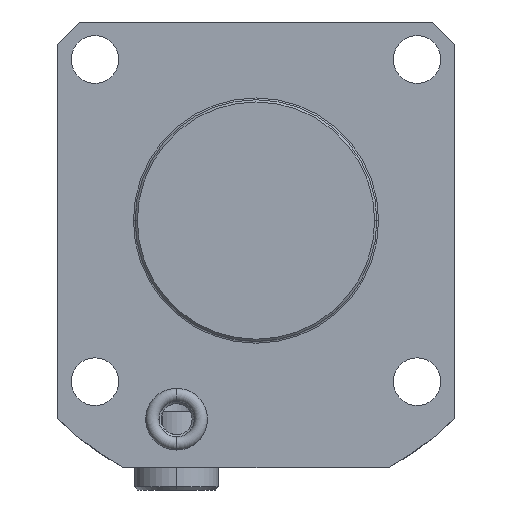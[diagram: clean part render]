
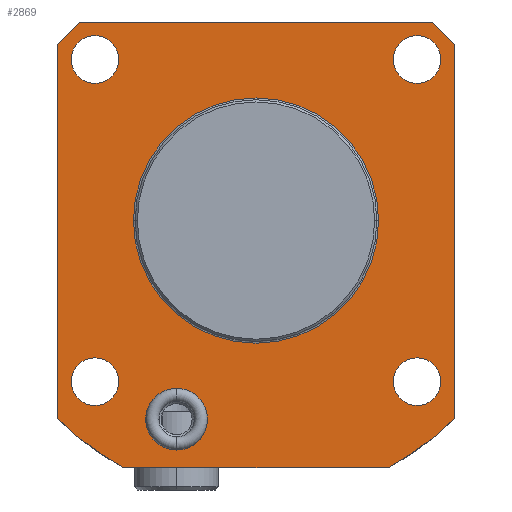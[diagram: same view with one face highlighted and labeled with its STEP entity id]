
A CAD part, front view. The second image highlights one B-rep face of the part: STEP entity #2869.
In plain terms, the highlighted planar face has unit normal (0, -1, 0).
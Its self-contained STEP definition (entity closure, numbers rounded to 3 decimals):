
#69=CARTESIAN_POINT('',(0.,0.,0.));
#70=DIRECTION('',(0.,-1.,0.));
#71=DIRECTION('',(-0.709,0.,-0.706));
#72=AXIS2_PLACEMENT_3D('',#69,#70,#71);
#114=CARTESIAN_POINT('',(0.,0.,0.));
#115=DIRECTION('',(0.,-1.,0.));
#116=DIRECTION('',(0.471,0.,-0.882));
#117=AXIS2_PLACEMENT_3D('',#114,#115,#116);
#648=CARTESIAN_POINT('',(0.,0.,0.));
#649=DIRECTION('',(0.,1.,0.));
#650=DIRECTION('',(-1.,0.,0.));
#651=AXIS2_PLACEMENT_3D('',#648,#649,#650);
#656=CARTESIAN_POINT('',(0.,0.,0.));
#657=DIRECTION('',(0.,1.,0.));
#658=DIRECTION('',(1.,0.,0.));
#659=AXIS2_PLACEMENT_3D('',#656,#657,#658);
#664=DIRECTION('',(1.,0.,0.));
#665=VECTOR('',#664,59.875);
#666=CARTESIAN_POINT('',(-29.937,0.,-56.));
#667=LINE('',#666,#665);
#671=DIRECTION('',(0.,0.,-1.));
#672=VECTOR('',#671,84.802);
#673=CARTESIAN_POINT('',(-45.,0.,40.));
#674=LINE('',#673,#672);
#678=DIRECTION('',(-0.707,0.,-0.707));
#679=VECTOR('',#678,7.071);
#680=CARTESIAN_POINT('',(-40.,0.,45.));
#681=LINE('',#680,#679);
#685=DIRECTION('',(-1.,0.,0.));
#686=VECTOR('',#685,80.);
#687=CARTESIAN_POINT('',(40.,0.,45.));
#688=LINE('',#687,#686);
#692=DIRECTION('',(-0.707,0.,0.707));
#693=VECTOR('',#692,7.071);
#694=CARTESIAN_POINT('',(45.,0.,40.));
#695=LINE('',#694,#693);
#699=DIRECTION('',(0.,0.,1.));
#700=VECTOR('',#699,84.802);
#701=CARTESIAN_POINT('',(45.,0.,-44.802));
#702=LINE('',#701,#700);
#706=CARTESIAN_POINT('',(-36.5,0.,-36.5));
#707=DIRECTION('',(0.,1.,0.));
#708=DIRECTION('',(-1.,0.,0.));
#709=AXIS2_PLACEMENT_3D('',#706,#707,#708);
#714=CARTESIAN_POINT('',(-36.5,0.,-36.5));
#715=DIRECTION('',(0.,1.,0.));
#716=DIRECTION('',(1.,0.,0.));
#717=AXIS2_PLACEMENT_3D('',#714,#715,#716);
#722=CARTESIAN_POINT('',(36.5,0.,-36.5));
#723=DIRECTION('',(0.,1.,0.));
#724=DIRECTION('',(-1.,0.,0.));
#725=AXIS2_PLACEMENT_3D('',#722,#723,#724);
#730=CARTESIAN_POINT('',(36.5,0.,-36.5));
#731=DIRECTION('',(0.,1.,0.));
#732=DIRECTION('',(1.,0.,0.));
#733=AXIS2_PLACEMENT_3D('',#730,#731,#732);
#738=CARTESIAN_POINT('',(36.5,0.,36.5));
#739=DIRECTION('',(0.,1.,0.));
#740=DIRECTION('',(-1.,0.,0.));
#741=AXIS2_PLACEMENT_3D('',#738,#739,#740);
#746=CARTESIAN_POINT('',(36.5,0.,36.5));
#747=DIRECTION('',(0.,1.,0.));
#748=DIRECTION('',(1.,0.,0.));
#749=AXIS2_PLACEMENT_3D('',#746,#747,#748);
#754=CARTESIAN_POINT('',(-36.5,0.,36.5));
#755=DIRECTION('',(0.,1.,0.));
#756=DIRECTION('',(-1.,0.,0.));
#757=AXIS2_PLACEMENT_3D('',#754,#755,#756);
#762=CARTESIAN_POINT('',(-36.5,0.,36.5));
#763=DIRECTION('',(0.,1.,0.));
#764=DIRECTION('',(1.,0.,0.));
#765=AXIS2_PLACEMENT_3D('',#762,#763,#764);
#770=CARTESIAN_POINT('',(-18.,0.,-45.));
#771=DIRECTION('',(0.,-1.,0.));
#772=DIRECTION('',(-1.,0.,0.));
#773=AXIS2_PLACEMENT_3D('',#770,#771,#772);
#778=CARTESIAN_POINT('',(-18.,0.,-45.));
#779=DIRECTION('',(0.,-1.,0.));
#780=DIRECTION('',(1.,0.,0.));
#781=AXIS2_PLACEMENT_3D('',#778,#779,#780);
#2227=CARTESIAN_POINT('',(-29.937,0.,-56.));
#2228=CARTESIAN_POINT('',(29.937,0.,-56.));
#2229=VERTEX_POINT('',#2227);
#2230=VERTEX_POINT('',#2228);
#2231=CARTESIAN_POINT('',(45.,0.,-44.802));
#2232=CARTESIAN_POINT('',(45.,0.,40.));
#2233=VERTEX_POINT('',#2231);
#2234=VERTEX_POINT('',#2232);
#2239=CARTESIAN_POINT('',(-45.,0.,-44.802));
#2240=VERTEX_POINT('',#2239);
#2241=CARTESIAN_POINT('',(-41.9,0.,-36.5));
#2242=CARTESIAN_POINT('',(-31.1,0.,-36.5));
#2243=VERTEX_POINT('',#2241);
#2244=VERTEX_POINT('',#2242);
#2245=CARTESIAN_POINT('',(31.1,0.,-36.5));
#2246=CARTESIAN_POINT('',(41.9,0.,-36.5));
#2247=VERTEX_POINT('',#2245);
#2248=VERTEX_POINT('',#2246);
#2249=CARTESIAN_POINT('',(31.1,0.,36.5));
#2250=CARTESIAN_POINT('',(41.9,0.,36.5));
#2251=VERTEX_POINT('',#2249);
#2252=VERTEX_POINT('',#2250);
#2253=CARTESIAN_POINT('',(-41.9,0.,36.5));
#2254=CARTESIAN_POINT('',(-31.1,0.,36.5));
#2255=VERTEX_POINT('',#2253);
#2256=VERTEX_POINT('',#2254);
#2285=CARTESIAN_POINT('',(-27.785,0.,0.));
#2286=CARTESIAN_POINT('',(27.785,0.,0.));
#2287=VERTEX_POINT('',#2285);
#2288=VERTEX_POINT('',#2286);
#2373=CARTESIAN_POINT('',(-25.,0.,-45.));
#2374=CARTESIAN_POINT('',(-11.,0.,-45.));
#2375=VERTEX_POINT('',#2373);
#2376=VERTEX_POINT('',#2374);
#2501=CARTESIAN_POINT('',(40.,0.,45.));
#2502=VERTEX_POINT('',#2501);
#2503=CARTESIAN_POINT('',(-40.,0.,45.));
#2504=VERTEX_POINT('',#2503);
#2505=CARTESIAN_POINT('',(-45.,0.,40.));
#2506=VERTEX_POINT('',#2505);
#2815=CARTESIAN_POINT('',(0.,0.,0.));
#2816=DIRECTION('',(0.,-1.,0.));
#2817=DIRECTION('',(-1.,0.,0.));
#2818=AXIS2_PLACEMENT_3D('',#2815,#2816,#2817);
#2819=PLANE('',#2818);
#2820=ORIENTED_EDGE('',*,*,#2561,.F.);
#2821=ORIENTED_EDGE('',*,*,#2582,.F.);
#2823=ORIENTED_EDGE('',*,*,#2822,.F.);
#2825=ORIENTED_EDGE('',*,*,#2824,.F.);
#2827=ORIENTED_EDGE('',*,*,#2826,.F.);
#2829=ORIENTED_EDGE('',*,*,#2828,.F.);
#2831=ORIENTED_EDGE('',*,*,#2830,.F.);
#2832=ORIENTED_EDGE('',*,*,#2600,.F.);
#2833=EDGE_LOOP('',(#2820,#2821,#2823,#2825,#2827,#2829,#2831,#2832));
#2834=FACE_OUTER_BOUND('',#2833,.F.);
#2836=ORIENTED_EDGE('',*,*,#2835,.F.);
#2838=ORIENTED_EDGE('',*,*,#2837,.F.);
#2839=EDGE_LOOP('',(#2836,#2838));
#2840=FACE_BOUND('',#2839,.F.);
#2842=ORIENTED_EDGE('',*,*,#2841,.F.);
#2844=ORIENTED_EDGE('',*,*,#2843,.F.);
#2845=EDGE_LOOP('',(#2842,#2844));
#2846=FACE_BOUND('',#2845,.F.);
#2847=ORIENTED_EDGE('',*,*,#2795,.F.);
#2848=ORIENTED_EDGE('',*,*,#2809,.F.);
#2849=EDGE_LOOP('',(#2847,#2848));
#2850=FACE_BOUND('',#2849,.F.);
#2852=ORIENTED_EDGE('',*,*,#2851,.F.);
#2854=ORIENTED_EDGE('',*,*,#2853,.F.);
#2855=EDGE_LOOP('',(#2852,#2854));
#2856=FACE_BOUND('',#2855,.F.);
#2858=ORIENTED_EDGE('',*,*,#2857,.F.);
#2860=ORIENTED_EDGE('',*,*,#2859,.F.);
#2861=EDGE_LOOP('',(#2858,#2860));
#2862=FACE_BOUND('',#2861,.F.);
#2864=ORIENTED_EDGE('',*,*,#2863,.T.);
#2866=ORIENTED_EDGE('',*,*,#2865,.T.);
#2867=EDGE_LOOP('',(#2864,#2866));
#2868=FACE_BOUND('',#2867,.F.);
#73=CIRCLE('',#72,63.5);
#118=CIRCLE('',#117,63.5);
#652=CIRCLE('',#651,27.785);
#660=CIRCLE('',#659,27.785);
#710=CIRCLE('',#709,5.4);
#718=CIRCLE('',#717,5.4);
#726=CIRCLE('',#725,5.4);
#734=CIRCLE('',#733,5.4);
#742=CIRCLE('',#741,5.4);
#750=CIRCLE('',#749,5.4);
#758=CIRCLE('',#757,5.4);
#766=CIRCLE('',#765,5.4);
#774=CIRCLE('',#773,7.);
#782=CIRCLE('',#781,7.);
#2561=EDGE_CURVE('',#2229,#2230,#667,.T.);
#2582=EDGE_CURVE('',#2240,#2229,#73,.T.);
#2600=EDGE_CURVE('',#2230,#2233,#118,.T.);
#2795=EDGE_CURVE('',#2247,#2248,#726,.T.);
#2809=EDGE_CURVE('',#2248,#2247,#734,.T.);
#2822=EDGE_CURVE('',#2506,#2240,#674,.T.);
#2824=EDGE_CURVE('',#2504,#2506,#681,.T.);
#2826=EDGE_CURVE('',#2502,#2504,#688,.T.);
#2828=EDGE_CURVE('',#2234,#2502,#695,.T.);
#2830=EDGE_CURVE('',#2233,#2234,#702,.T.);
#2835=EDGE_CURVE('',#2287,#2288,#652,.T.);
#2837=EDGE_CURVE('',#2288,#2287,#660,.T.);
#2841=EDGE_CURVE('',#2243,#2244,#710,.T.);
#2843=EDGE_CURVE('',#2244,#2243,#718,.T.);
#2851=EDGE_CURVE('',#2251,#2252,#742,.T.);
#2853=EDGE_CURVE('',#2252,#2251,#750,.T.);
#2857=EDGE_CURVE('',#2255,#2256,#758,.T.);
#2859=EDGE_CURVE('',#2256,#2255,#766,.T.);
#2863=EDGE_CURVE('',#2375,#2376,#774,.T.);
#2865=EDGE_CURVE('',#2376,#2375,#782,.T.);
#2869=ADVANCED_FACE('',(#2834,#2840,#2846,#2850,#2856,#2862,#2868),#2819,.T.);
